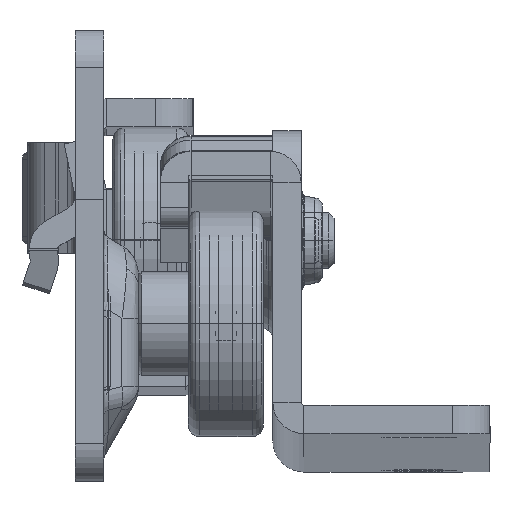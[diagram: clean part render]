
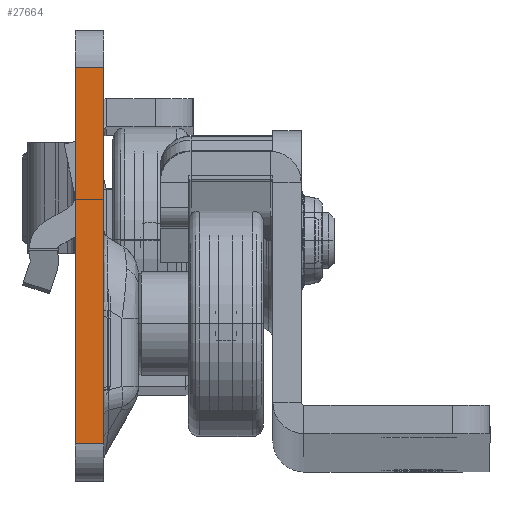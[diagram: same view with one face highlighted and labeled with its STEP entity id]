
A CAD part, top view. The second image highlights one B-rep face of the part: STEP entity #27664.
In plain terms, the highlighted planar face has unit normal (0, 0, 1).
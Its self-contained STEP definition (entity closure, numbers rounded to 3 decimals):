
#222 = ORIENTED_EDGE ( 'NONE', *, *, #18277, .F. ) ;
#842 = ORIENTED_EDGE ( 'NONE', *, *, #23742, .T. ) ;
#1382 = ORIENTED_EDGE ( 'NONE', *, *, #2078, .F. ) ;
#1607 = VERTEX_POINT ( 'NONE', #25868 ) ;
#2078 = EDGE_CURVE ( 'NONE', #2498, #20313, #3873, .T. ) ;
#2433 = CARTESIAN_POINT ( 'NONE',  ( 0., 18.3, 0. ) ) ;
#2498 = VERTEX_POINT ( 'NONE', #2433 ) ;
#3715 = CARTESIAN_POINT ( 'NONE',  ( 0., -29.094, 0. ) ) ;
#3873 = LINE ( 'NONE', #3715, #6558 ) ;
#5540 = DIRECTION ( 'NONE',  ( 1., 0., 0. ) ) ;
#5737 = DIRECTION ( 'NONE',  ( 1., 0., 0. ) ) ;
#6558 = VECTOR ( 'NONE', #18856, 1000. ) ;
#7924 = CARTESIAN_POINT ( 'NONE',  ( -3., -29.094, 0. ) ) ;
#8207 = DIRECTION ( 'NONE',  ( 1., 0., 0. ) ) ;
#9985 = LINE ( 'NONE', #10137, #17722 ) ;
#10137 = CARTESIAN_POINT ( 'NONE',  ( -122.719, -21.7, 0. ) ) ;
#12332 = CARTESIAN_POINT ( 'NONE',  ( -3., 18.3, 0. ) ) ;
#13527 = VERTEX_POINT ( 'NONE', #16719 ) ;
#14467 = FACE_OUTER_BOUND ( 'NONE', #20003, .T. ) ;
#14564 = DIRECTION ( 'NONE',  ( 0., -1., 0. ) ) ;
#16101 = LINE ( 'NONE', #12332, #16609 ) ;
#16551 = DIRECTION ( 'NONE',  ( 0., 0., 1. ) ) ;
#16609 = VECTOR ( 'NONE', #8207, 1000. ) ;
#16719 = CARTESIAN_POINT ( 'NONE',  ( -3., 18.3, 0. ) ) ;
#17631 = AXIS2_PLACEMENT_3D ( 'NONE', #24809, #16551, #5540 ) ;
#17722 = VECTOR ( 'NONE', #5737, 1000. ) ;
#18277 = EDGE_CURVE ( 'NONE', #13527, #2498, #16101, .T. ) ;
#18538 = PLANE ( 'NONE',  #17631 ) ;
#18856 = DIRECTION ( 'NONE',  ( 0., -1., 0. ) ) ;
#19926 = CARTESIAN_POINT ( 'NONE',  ( 0., -21.7, 0. ) ) ;
#20003 = EDGE_LOOP ( 'NONE', ( #1382, #222, #842, #22571 ) ) ;
#20313 = VERTEX_POINT ( 'NONE', #19926 ) ;
#20784 = LINE ( 'NONE', #7924, #25503 ) ;
#22571 = ORIENTED_EDGE ( 'NONE', *, *, #23208, .T. ) ;
#23208 = EDGE_CURVE ( 'NONE', #1607, #20313, #9985, .T. ) ;
#23742 = EDGE_CURVE ( 'NONE', #13527, #1607, #20784, .T. ) ;
#24809 = CARTESIAN_POINT ( 'NONE',  ( -3., -29.094, 0. ) ) ;
#25503 = VECTOR ( 'NONE', #14564, 1000. ) ;
#25868 = CARTESIAN_POINT ( 'NONE',  ( -3., -21.7, 0. ) ) ;
#27664 = ADVANCED_FACE ( 'NONE', ( #14467 ), #18538, .T. ) ;
